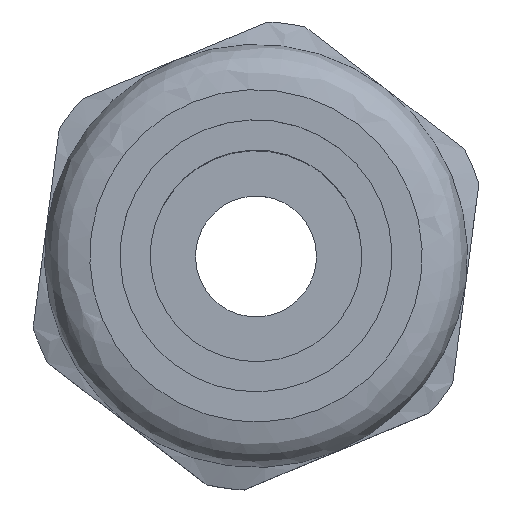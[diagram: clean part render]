
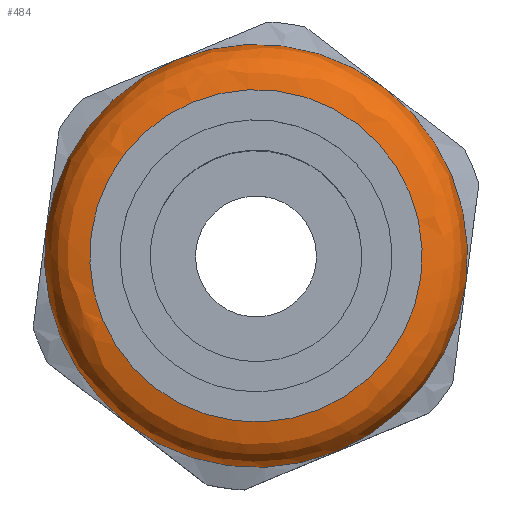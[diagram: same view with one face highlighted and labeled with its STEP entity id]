
A CAD part, top view. The second image highlights one B-rep face of the part: STEP entity #484.
In plain terms, the highlighted free-form (B-spline) face has degree [2, 2] with [7, 3] control points.
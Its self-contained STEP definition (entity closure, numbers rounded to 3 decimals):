
#313=(
BOUNDED_SURFACE()
B_SPLINE_SURFACE(2,2,((#5019,#5020,#5021),(#5022,#5023,#5024),(#5025,#5026,
#5027),(#5028,#5029,#5030),(#5031,#5032,#5033),(#5034,#5035,#5036),(#5037,
#5038,#5039)),.UNSPECIFIED.,.T.,.F.,.F.)
B_SPLINE_SURFACE_WITH_KNOTS((1,2,2,2,2,1),(3,3),(-0.333,0.,
0.333,0.667,1.,1.333),(0.,1.),
 .UNSPECIFIED.)
GEOMETRIC_REPRESENTATION_ITEM()
RATIONAL_B_SPLINE_SURFACE(((1.,0.707,1.),(0.5,0.354,
0.5),(1.,0.707,1.),(0.5,0.354,0.5),(1.,0.707,
1.),(0.5,0.354,0.5),(1.,0.707,1.)))
REPRESENTATION_ITEM('')
SURFACE()
);
#484=ADVANCED_FACE('',(#735,#736),#313,.T.);
#735=FACE_BOUND('',#804,.T.);
#736=FACE_BOUND('',#805,.T.);
#804=EDGE_LOOP('',(#1084));
#805=EDGE_LOOP('',(#1085));
#1084=ORIENTED_EDGE('',*,*,#1955,.F.);
#1085=ORIENTED_EDGE('',*,*,#1954,.F.);
#1714=VERTEX_POINT('',#5015);
#1715=VERTEX_POINT('',#5018);
#1954=EDGE_CURVE('',#1714,#1714,#2247,.T.);
#1955=EDGE_CURVE('',#1715,#1715,#2248,.T.);
#2247=CIRCLE('',#3464,14.);
#2248=CIRCLE('',#3466,11.);
#3464=AXIS2_PLACEMENT_3D('',#5014,#3872,#3873);
#3466=AXIS2_PLACEMENT_3D('',#5017,#3876,#3877);
#3872=DIRECTION('',(0.,0.,-1.));
#3873=DIRECTION('',(-0.924,-0.383,0.));
#3876=DIRECTION('',(0.,0.,1.));
#3877=DIRECTION('',(-0.924,-0.383,0.));
#5014=CARTESIAN_POINT('',(0.,0.,5.));
#5015=CARTESIAN_POINT('',(-12.932,-5.363,5.));
#5017=CARTESIAN_POINT('',(0.,0.,8.));
#5018=CARTESIAN_POINT('',(-10.161,-4.214,8.));
#5019=CARTESIAN_POINT('',(-12.932,-5.363,5.));
#5020=CARTESIAN_POINT('',(-12.932,-5.363,8.));
#5021=CARTESIAN_POINT('',(-10.161,-4.214,8.));
#5022=CARTESIAN_POINT('',(-3.644,-27.762,5.));
#5023=CARTESIAN_POINT('',(-3.644,-27.762,8.));
#5024=CARTESIAN_POINT('',(-2.863,-21.813,8.));
#5025=CARTESIAN_POINT('',(11.11,-8.518,5.));
#5026=CARTESIAN_POINT('',(11.11,-8.518,8.));
#5027=CARTESIAN_POINT('',(8.73,-6.693,8.));
#5028=CARTESIAN_POINT('',(25.864,10.725,5.));
#5029=CARTESIAN_POINT('',(25.864,10.725,8.));
#5030=CARTESIAN_POINT('',(20.322,8.427,8.));
#5031=CARTESIAN_POINT('',(1.822,13.881,5.));
#5032=CARTESIAN_POINT('',(1.822,13.881,8.));
#5033=CARTESIAN_POINT('',(1.431,10.906,8.));
#5034=CARTESIAN_POINT('',(-22.221,17.037,5.));
#5035=CARTESIAN_POINT('',(-22.221,17.037,8.));
#5036=CARTESIAN_POINT('',(-17.459,13.386,8.));
#5037=CARTESIAN_POINT('',(-12.932,-5.363,5.));
#5038=CARTESIAN_POINT('',(-12.932,-5.363,8.));
#5039=CARTESIAN_POINT('',(-10.161,-4.214,8.));
